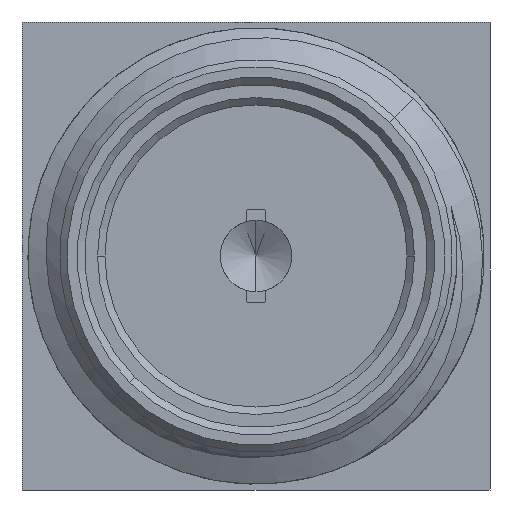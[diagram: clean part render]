
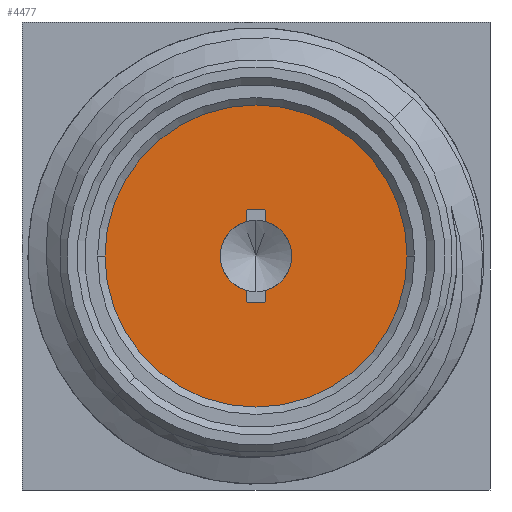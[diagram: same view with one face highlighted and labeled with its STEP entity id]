
A CAD part, left-side view. The second image highlights one B-rep face of the part: STEP entity #4477.
In plain terms, the highlighted planar face has unit normal (-1, 0, 0).
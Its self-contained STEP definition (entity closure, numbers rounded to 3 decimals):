
#1852=CARTESIAN_POINT('',(2.03,0.,0.));
#1853=DIRECTION('',(-1.,0.,0.));
#1854=DIRECTION('',(0.,1.,0.));
#1855=AXIS2_PLACEMENT_3D('',#1852,#1853,#1854);
#1861=CARTESIAN_POINT('',(2.03,0.,0.));
#1862=DIRECTION('',(1.,0.,0.));
#1863=DIRECTION('',(0.,-0.197,-0.98));
#1864=AXIS2_PLACEMENT_3D('',#1861,#1862,#1863);
#1866=DIRECTION('',(0.,0.,1.));
#1867=VECTOR('',#1866,0.154);
#1868=CARTESIAN_POINT('',(2.03,-0.125,-0.623));
#1869=LINE('',#1868,#1867);
#1870=DIRECTION('',(0.,0.,1.));
#1871=VECTOR('',#1870,0.154);
#1872=CARTESIAN_POINT('',(2.03,-0.125,0.469));
#1873=LINE('',#1872,#1871);
#1874=CARTESIAN_POINT('',(2.03,0.,0.));
#1875=DIRECTION('',(1.,0.,0.));
#1876=DIRECTION('',(0.,0.197,0.98));
#1877=AXIS2_PLACEMENT_3D('',#1874,#1875,#1876);
#1879=DIRECTION('',(0.,0.,1.));
#1880=VECTOR('',#1879,0.154);
#1881=CARTESIAN_POINT('',(2.03,0.125,0.469));
#1882=LINE('',#1881,#1880);
#1883=DIRECTION('',(0.,0.,1.));
#1884=VECTOR('',#1883,0.154);
#1885=CARTESIAN_POINT('',(2.03,0.125,-0.623));
#1886=LINE('',#1885,#1884);
#1887=CARTESIAN_POINT('',(2.03,0.,0.));
#1888=DIRECTION('',(-1.,0.,0.));
#1889=DIRECTION('',(0.,-1.,0.));
#1890=AXIS2_PLACEMENT_3D('',#1887,#1888,#1889);
#1926=CARTESIAN_POINT('',(2.03,0.,0.));
#1927=DIRECTION('',(1.,0.,0.));
#1928=DIRECTION('',(0.,0.258,-0.966));
#1929=AXIS2_PLACEMENT_3D('',#1926,#1927,#1928);
#1970=CARTESIAN_POINT('',(2.03,0.,0.));
#1971=DIRECTION('',(-1.,0.,0.));
#1972=DIRECTION('',(0.,-0.258,-0.966));
#1973=AXIS2_PLACEMENT_3D('',#1970,#1971,#1972);
#2181=CARTESIAN_POINT('',(2.03,-2.05,0.));
#2182=CARTESIAN_POINT('',(2.03,2.05,0.));
#2183=VERTEX_POINT('',#2181);
#2184=VERTEX_POINT('',#2182);
#2207=CARTESIAN_POINT('',(2.03,0.125,-0.469));
#2208=VERTEX_POINT('',#2207);
#2209=CARTESIAN_POINT('',(2.03,0.125,0.469));
#2210=VERTEX_POINT('',#2209);
#2215=CARTESIAN_POINT('',(2.03,-0.125,0.469));
#2216=VERTEX_POINT('',#2215);
#2217=CARTESIAN_POINT('',(2.03,-0.125,-0.469));
#2218=VERTEX_POINT('',#2217);
#2227=CARTESIAN_POINT('',(2.03,-0.125,0.623));
#2228=VERTEX_POINT('',#2227);
#2229=CARTESIAN_POINT('',(2.03,0.125,0.623));
#2230=VERTEX_POINT('',#2229);
#2235=CARTESIAN_POINT('',(2.03,-0.125,-0.623));
#2236=VERTEX_POINT('',#2235);
#2237=CARTESIAN_POINT('',(2.03,0.125,-0.623));
#2238=VERTEX_POINT('',#2237);
#4449=CARTESIAN_POINT('',(2.03,0.,0.));
#4450=DIRECTION('',(-1.,0.,0.));
#4451=DIRECTION('',(0.,1.,0.));
#4452=AXIS2_PLACEMENT_3D('',#4449,#4450,#4451);
#4453=PLANE('',#4452);
#4455=ORIENTED_EDGE('',*,*,#4454,.F.);
#4456=ORIENTED_EDGE('',*,*,#4439,.F.);
#4457=EDGE_LOOP('',(#4455,#4456));
#4458=FACE_OUTER_BOUND('',#4457,.F.);
#4460=ORIENTED_EDGE('',*,*,#4459,.F.);
#4462=ORIENTED_EDGE('',*,*,#4461,.T.);
#4464=ORIENTED_EDGE('',*,*,#4463,.T.);
#4466=ORIENTED_EDGE('',*,*,#4465,.T.);
#4468=ORIENTED_EDGE('',*,*,#4467,.F.);
#4470=ORIENTED_EDGE('',*,*,#4469,.F.);
#4472=ORIENTED_EDGE('',*,*,#4471,.F.);
#4474=ORIENTED_EDGE('',*,*,#4473,.F.);
#4475=EDGE_LOOP('',(#4460,#4462,#4464,#4466,#4468,#4470,#4472,#4474));
#4476=FACE_BOUND('',#4475,.F.);
#4477=ADVANCED_FACE('',(#4458,#4476),#4453,.T.);
#1856=CIRCLE('',#1855,2.05);
#1865=CIRCLE('',#1864,0.635);
#1878=CIRCLE('',#1877,0.635);
#1891=CIRCLE('',#1890,2.05);
#1930=CIRCLE('',#1929,0.485);
#1974=CIRCLE('',#1973,0.485);
#4439=EDGE_CURVE('',#2184,#2183,#1856,.T.);
#4454=EDGE_CURVE('',#2183,#2184,#1891,.T.);
#4459=EDGE_CURVE('',#2236,#2238,#1865,.T.);
#4461=EDGE_CURVE('',#2236,#2218,#1869,.T.);
#4463=EDGE_CURVE('',#2218,#2216,#1974,.T.);
#4465=EDGE_CURVE('',#2216,#2228,#1873,.T.);
#4467=EDGE_CURVE('',#2230,#2228,#1878,.T.);
#4469=EDGE_CURVE('',#2210,#2230,#1882,.T.);
#4471=EDGE_CURVE('',#2208,#2210,#1930,.T.);
#4473=EDGE_CURVE('',#2238,#2208,#1886,.T.);
